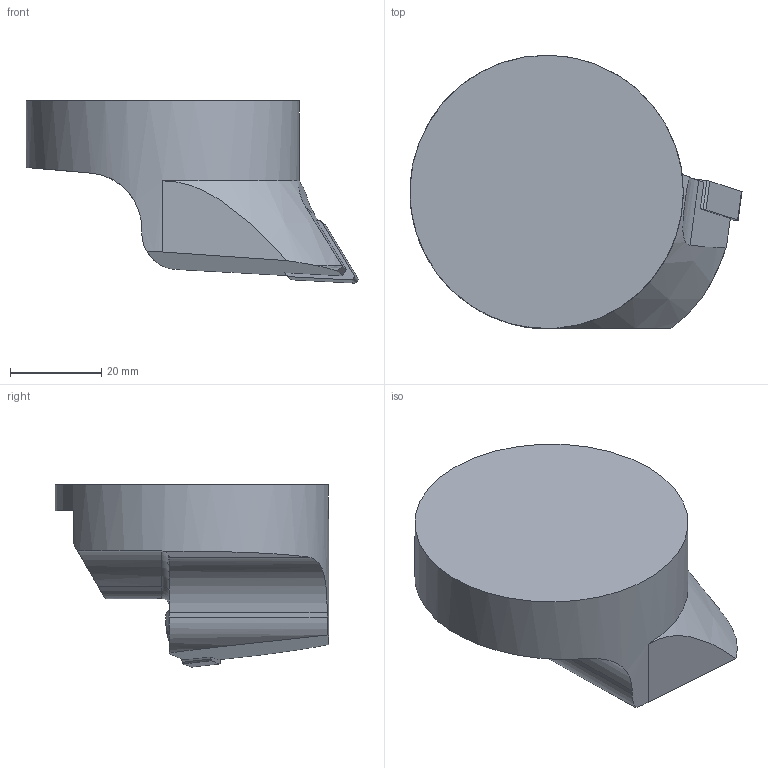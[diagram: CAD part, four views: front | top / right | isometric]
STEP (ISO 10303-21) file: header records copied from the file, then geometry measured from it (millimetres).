
FILE_DESCRIPTION(/* description */ (''),/* implementation_level */ '2;1');
FILE_NAME(/* name */ '1642055519487.stp',/* time_stamp */ '2022-01-13T12:02:27+06:00',/* author */ (''),/* organization */ ('SMS'),/* preprocessor_version */ 'ST-DEVELOPER v16.7',/* originating_system */ 'SIEMENS PLM Software NX 12.0',/* authorisation */ '');
FILE_SCHEMA (('AUTOMOTIVE_DESIGN { 1 0 10303 214 3 1 1 1 }'));
Length unit declared in the file: millimetre
Products named in the file (4): ASSEMBLY_CONSTRUCTION; IsoTurningInsert; 201778043mod000_01; 201778041mod000_01
Assembly tree (3 placements, depth 2):
  201778041mod000_01
    201778043mod000_01
    IsoTurningInsert
    ASSEMBLY_CONSTRUCTION
Bounding box: 72.86 x 60 x 40 mm (x, y, z)
Volume: 70969.2 mm3; surface area: 12485 mm2
Topology: 2 solids, 2 shells, 49 faces, 128 edges, 92 vertices
Faces by surface type: plane 26, cylinder 18, torus 3, cone 2
Full cylindrical faces by diameter (mm): 5.156 x2, 60 x1
Entity records: 1797 total; most frequent: CARTESIAN_POINT 409, DIRECTION 280, ORIENTED_EDGE 240, EDGE_CURVE 120, AXIS2_PLACEMENT_3D 113, VERTEX_POINT 81, EDGE_LOOP 57, LINE 54
